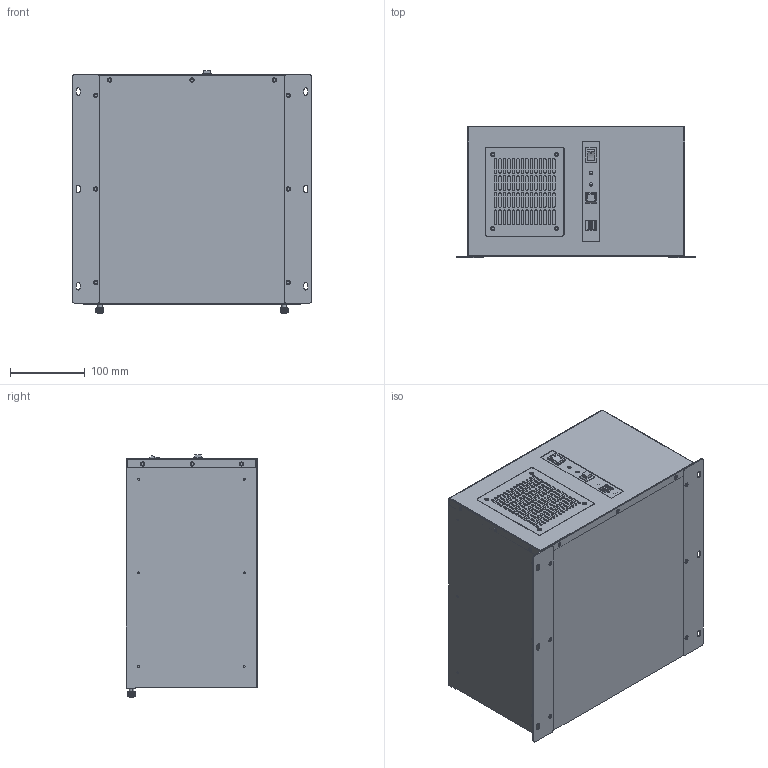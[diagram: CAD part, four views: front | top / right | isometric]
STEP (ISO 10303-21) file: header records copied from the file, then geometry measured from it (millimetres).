
FILE_DESCRIPTION (( 'STEP AP203' ), '1' );
FILE_NAME ('IPC-5120.STEP', '2022-03-03T12:51:04', ( '' ), ( '' ), 'SwSTEP 2.0', 'SolidWorks 2020', '' );
FILE_SCHEMA (( 'CONFIG_CONTROL_DESIGN' ));
Length unit declared in the file: millimetre
Products named in the file (14): spring_screw_m3__A_O^IPC-5120(2)_IPC-5120; IPC-5120(2)^IPC-5120; ______^IPC-5120(2)_IPC-5120; led-g__A_O^led-g_IPC-5120(2)_IPC-5120; __USB__^IPC-5120(2)_IPC-5120; IPC-5120; led-r__A_O^led-___IPC-5120(2)_IPC-5120; reset_switch ______A_O^IPC-5120(2)_IPC-5120; ______-3^IPC-5120(2)_IPC-5120; led-g^IPC-5120(2)_IPC-5120; led_fix__A_O^led-g_IPC-5120(2)_IPC-5120; led-__^IPC-5120(2)_IPC-5120; ATX______A_O^IPC-5120(2)_IPC-5120; led_fix__A_O^led-___IPC-5120(2)_IPC-5120
Assembly tree (15 placements, depth 4):
  IPC-5120
    IPC-5120(2)^IPC-5120
      led-g^IPC-5120(2)_IPC-5120
        led-g__A_O^led-g_IPC-5120(2)_IPC-5120
        led_fix__A_O^led-g_IPC-5120(2)_IPC-5120
      led-__^IPC-5120(2)_IPC-5120
        led-r__A_O^led-___IPC-5120(2)_IPC-5120
        led_fix__A_O^led-___IPC-5120(2)_IPC-5120
      ______^IPC-5120(2)_IPC-5120
      spring_screw_m3__A_O^IPC-5120(2)_IPC-5120  x2
      ATX______A_O^IPC-5120(2)_IPC-5120
      reset_switch ______A_O^IPC-5120(2)_IPC-5120
      __USB__^IPC-5120(2)_IPC-5120
      ______-3^IPC-5120(2)_IPC-5120  x2
Bounding box: 320 x 175.5 x 324.19 mm (x, y, z)
Volume: 15147978.4 mm3; surface area: 480711 mm2
Topology: 12 solids, 12 shells, 1628 faces, 4251 edges, 2790 vertices
Faces by surface type: plane 982, cylinder 556, cone 60, sphere 20, torus 10
Entity records: 42992 total; most frequent: CARTESIAN_POINT 8317, ORIENTED_EDGE 6872, DIRECTION 6851, EDGE_CURVE 3436, AXIS2_PLACEMENT_3D 2367, VERTEX_POINT 2258, LINE 2117, VECTOR 2117
